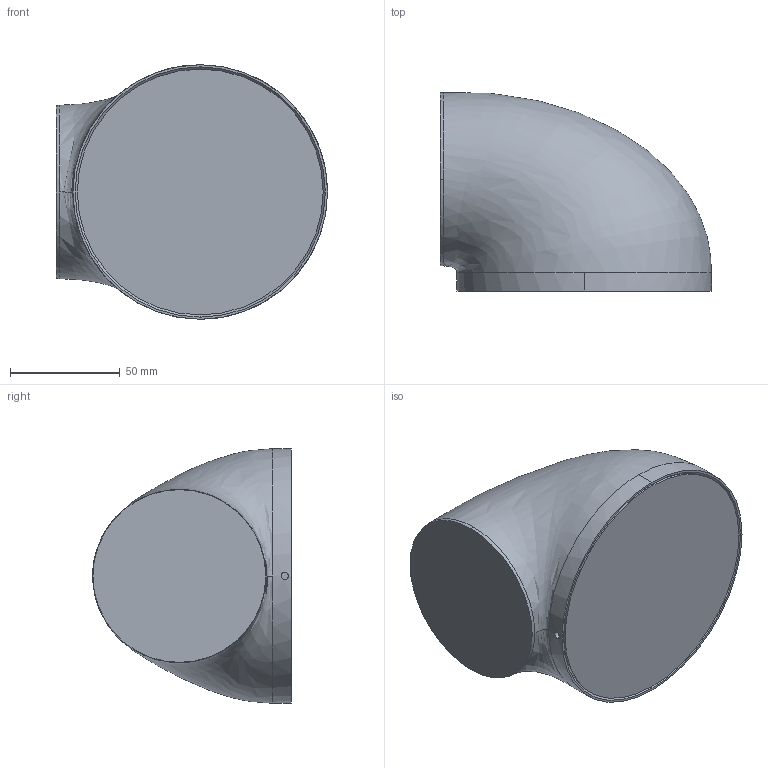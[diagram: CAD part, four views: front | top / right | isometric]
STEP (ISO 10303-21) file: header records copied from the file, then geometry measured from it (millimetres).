
FILE_DESCRIPTION (( 'STEP AP203' ), '1' );
FILE_NAME ('31001_Default_sldprt.STEP', '2025-12-17T08:34:01', ( '' ), ( '' ), 'SwSTEP 2.0', 'SolidWorks 2020', '' );
FILE_SCHEMA (( 'CONFIG_CONTROL_DESIGN' ));
Length unit declared in the file: centimetre
Products named in the file (1): 31001_Default_sldprt
Bounding box: 123.5 x 90.55 x 116 mm (x, y, z)
Volume: 717949.8 mm3; surface area: 45430.6 mm2
Topology: 1 solids, 1 shells, 18 faces, 39 edges, 25 vertices
Faces by surface type: cylinder 7, cone 6, plane 3, bspline 2
Entity records: 1292 total; most frequent: CARTESIAN_POINT 840, ORIENTED_EDGE 78, DIRECTION 72, EDGE_CURVE 39, AXIS2_PLACEMENT_3D 30, VERTEX_POINT 25, EDGE_LOOP 20, ADVANCED_FACE 18
